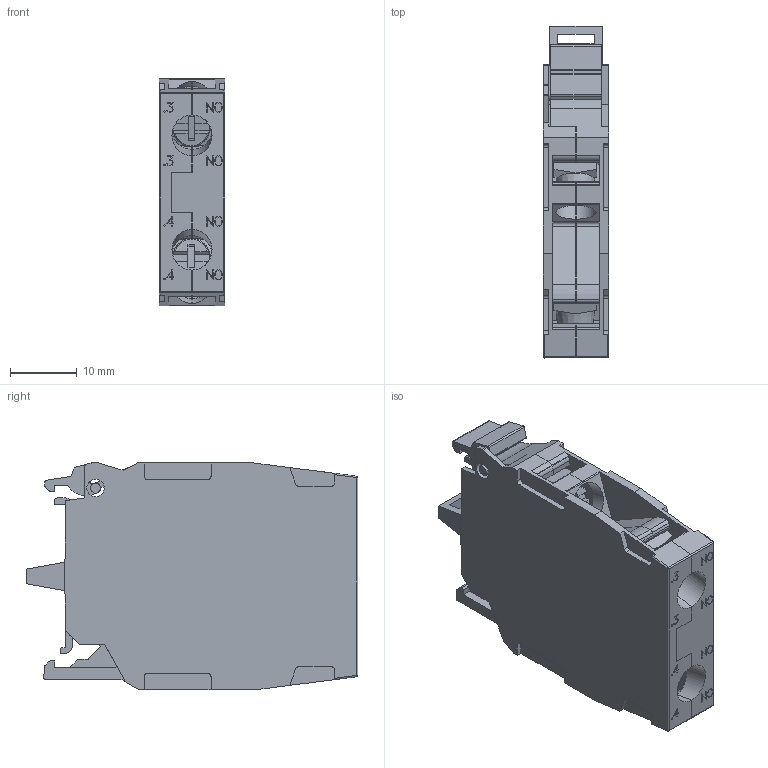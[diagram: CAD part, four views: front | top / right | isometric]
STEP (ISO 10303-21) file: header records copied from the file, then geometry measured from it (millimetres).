
FILE_DESCRIPTION( ( 'Unknown' ), '1' );
FILE_NAME( '1031_45-313.1Z10.stp', 'Unknown', ( 'Unknown' ), ( 'Unknown' ), 'PSStep 15.0.49', 'Unknown', ' ' );
FILE_SCHEMA( ( 'AUTOMOTIVE_DESIGN { 1 0 10303 214 1 1 1 1 }' ) );
Length unit declared in the file: millimetre
Products named in the file (1): 1031_1
Bounding box: 9.8 x 49.7 x 34.14 mm (x, y, z)
Volume: 10712.1 mm3; surface area: 9353.6 mm2
Topology: 1 solids, 1 shells, 805 faces, 2382 edges, 1577 vertices
Faces by surface type: plane 664, cylinder 125, torus 8, sphere 4, cone 4
Full cylindrical faces by diameter (mm): 1.5 x1, 2.6 x1, 3 x4
Entity records: 44856 total; most frequent: CARTESIAN_POINT 4823, ORIENTED_EDGE 4728, DIRECTION 4266, STYLED_ITEM 3169, PRESENTATION_STYLE_ASSIGNMENT 3169, COLOUR_RGB 3169, EDGE_CURVE 2364, CURVE_STYLE 2364
